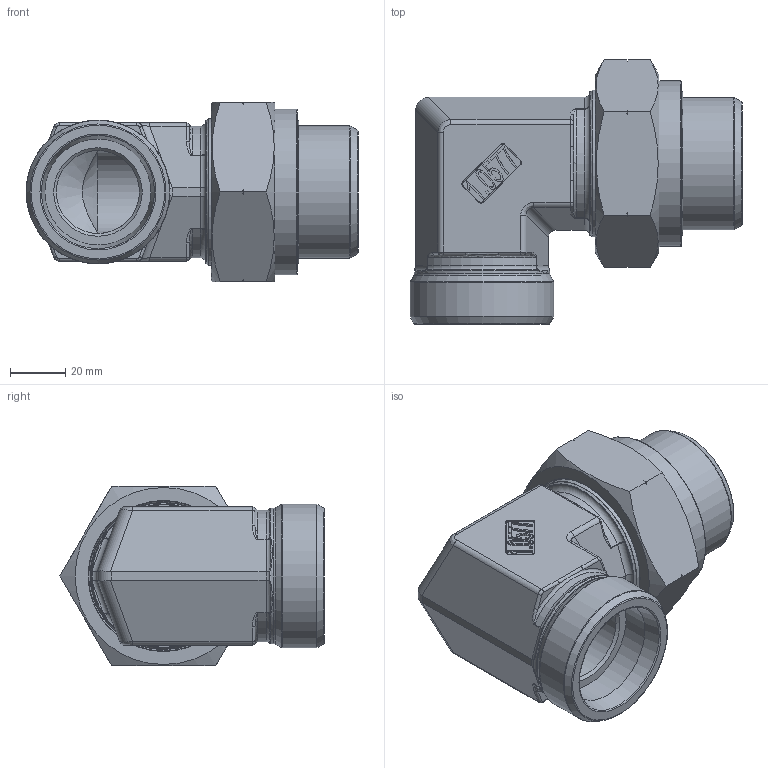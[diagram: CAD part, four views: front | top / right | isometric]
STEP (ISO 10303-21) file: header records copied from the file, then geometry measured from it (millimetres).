
FILE_DESCRIPTION(/* description */ (''),/* implementation_level */ '2;1');
FILE_NAME(/* name */ 'SV38.stp',/* time_stamp */ '2025-01-10T08:55:15+01:00',/* author */ (''),/* organization */ (''),/* preprocessor_version */ 'ST-DEVELOPER v16',/* originating_system */ 'SIEMENS PLM Software NX 10.0',/* authorisation */ '');
FILE_SCHEMA (('AP203_CONFIGURATION_CONTROLLED_3D_DESIGN_OF_MECHANICAL_PARTS_AND_ASSEMBLIES_MIM_LF { 1 0 10303 403 2 1 2}'));
Length unit declared in the file: millimetre
Products named in the file (1): lwes24B827ADuvb8
Bounding box: 120 x 95.53 x 65 mm (x, y, z)
Volume: 228928.1 mm3; surface area: 60364.9 mm2
Topology: 4 solids, 4 shells, 338 faces, 810 edges, 497 vertices
Faces by surface type: plane 116, cylinder 84, bspline 48, torus 43, cone 28, extrusion 17, revolution 2
Full cylindrical faces by diameter (mm): 30 x2, 38.345 x1, 44.4 x1, 45 x1, 47.8 x1, 48.145 x1, 48.9 x1, 52 x1, 53.01 x2, 53.244 x1, 54.15 x1, 59.95 x1
Entity records: 10839 total; most frequent: CARTESIAN_POINT 3733, ORIENTED_EDGE 1474, DIRECTION 1321, EDGE_CURVE 737, AXIS2_PLACEMENT_3D 540, VERTEX_POINT 479, EDGE_LOOP 412, ADVANCED_FACE 338
